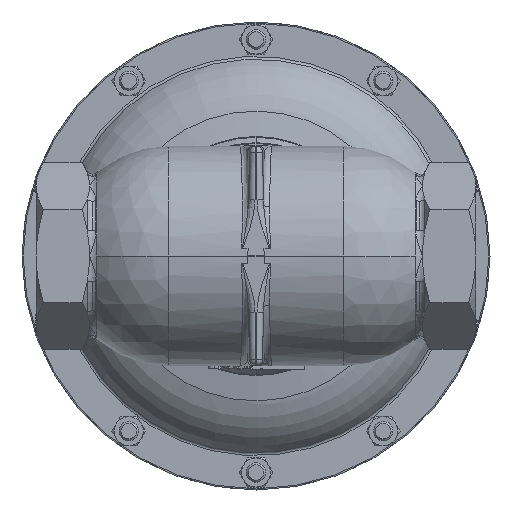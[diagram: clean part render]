
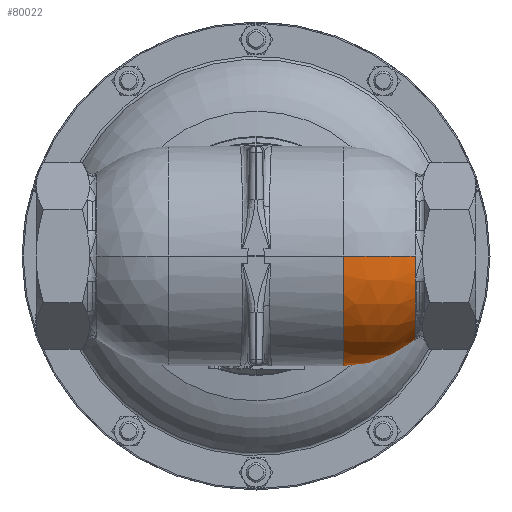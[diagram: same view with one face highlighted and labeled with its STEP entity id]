
A CAD part, front view. The second image highlights one B-rep face of the part: STEP entity #80022.
In plain terms, the highlighted spherical face has radius 53.975 mm.
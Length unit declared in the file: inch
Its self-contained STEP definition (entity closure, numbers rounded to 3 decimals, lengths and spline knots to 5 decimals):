
#137 = CARTESIAN_POINT ( 'NONE',  ( 3.07778, 1.60603, 0. ) ) ;
#883 = CARTESIAN_POINT ( 'NONE',  ( 1.68628, 0., 0. ) ) ;
#3813 = ORIENTED_EDGE ( 'NONE', *, *, #39958, .F. ) ;
#4400 = CARTESIAN_POINT ( 'NONE',  ( 1.68628, 0., 0. ) ) ;
#6304 = ORIENTED_EDGE ( 'NONE', *, *, #57602, .F. ) ;
#6713 = CARTESIAN_POINT ( 'NONE',  ( 2.19211, 2.03655, -0.33674 ) ) ;
#8375 = DIRECTION ( 'NONE',  ( 0., -1., 0. ) ) ;
#11788 = EDGE_CURVE ( 'NONE', #22290, #62386, #26769, .T. ) ;
#12268 = CARTESIAN_POINT ( 'NONE',  ( 2.21546, 2.05474, -0.13507 ) ) ;
#15158 = VERTEX_POINT ( 'NONE', #96129 ) ;
#17218 = ORIENTED_EDGE ( 'NONE', *, *, #11788, .T. ) ;
#18207 = CARTESIAN_POINT ( 'NONE',  ( 3.07778, 0., -1.60603 ) ) ;
#19581 = DIRECTION ( 'NONE',  ( -1., 0., 0. ) ) ;
#19586 = CIRCLE ( 'NONE', #72591, 2.125 ) ;
#20952 = CARTESIAN_POINT ( 'NONE',  ( 1.68628, -2.125, 0. ) ) ;
#21600 = CARTESIAN_POINT ( 'NONE',  ( 3.07778, -1.60603, 0. ) ) ;
#22290 = VERTEX_POINT ( 'NONE', #137 ) ;
#22511 = DIRECTION ( 'NONE',  ( -1., 0., 0. ) ) ;
#24452 = CARTESIAN_POINT ( 'NONE',  ( 3.07778, 0., 0. ) ) ;
#26769 = CIRCLE ( 'NONE', #34799, 1.60603 ) ;
#27829 = CARTESIAN_POINT ( 'NONE',  ( 2.20178, 2.0441, -0.26961 ) ) ;
#28776 = CARTESIAN_POINT ( 'NONE',  ( 2.0182, 1.89571, -0.90162 ) ) ;
#29258 = CARTESIAN_POINT ( 'NONE',  ( 2.0043, 1.88401, -0.93068 ) ) ;
#29747 = CARTESIAN_POINT ( 'NONE',  ( 2.05722, 1.9282, -0.81315 ) ) ;
#30084 = ORIENTED_EDGE ( 'NONE', *, *, #58541, .T. ) ;
#34799 = AXIS2_PLACEMENT_3D ( 'NONE', #88525, #19581, #50228 ) ;
#34954 = VERTEX_POINT ( 'NONE', #85880 ) ;
#35082 = CIRCLE ( 'NONE', #68883, 2.125 ) ;
#35342 = CARTESIAN_POINT ( 'NONE',  ( 2.11689, 1.97724, -0.6626 ) ) ;
#37985 = FACE_OUTER_BOUND ( 'NONE', #50937, .T. ) ;
#39958 = EDGE_CURVE ( 'NONE', #22290, #15158, #19586, .T. ) ;
#40496 = DIRECTION ( 'NONE',  ( 0., 0., 1. ) ) ;
#46808 = VERTEX_POINT ( 'NONE', #20952 ) ;
#48575 = AXIS2_PLACEMENT_3D ( 'NONE', #69256, #68758, #8375 ) ;
#50228 = DIRECTION ( 'NONE',  ( 0., 0., 1. ) ) ;
#50937 = EDGE_LOOP ( 'NONE', ( #3813, #17218, #54715, #30084, #6304, #83455 ) ) ;
#51421 = CARTESIAN_POINT ( 'NONE',  ( 1.68628, 1.5926, -1.40686 ) ) ;
#52389 = CARTESIAN_POINT ( 'NONE',  ( 2.15434, 2.0069, -0.53626 ) ) ;
#54715 = ORIENTED_EDGE ( 'NONE', *, *, #97346, .T. ) ;
#57602 = EDGE_CURVE ( 'NONE', #34954, #46808, #35082, .T. ) ;
#58002 = DIRECTION ( 'NONE',  ( 0., -1., 0. ) ) ;
#58541 = EDGE_CURVE ( 'NONE', #81606, #46808, #83498, .T. ) ;
#59978 = CARTESIAN_POINT ( 'NONE',  ( 2.21868, 2.05722, -0.06762 ) ) ;
#62386 = VERTEX_POINT ( 'NONE', #18207 ) ;
#65507 = B_SPLINE_CURVE_WITH_KNOTS ( 'NONE', 3,
 ( #51421, #68065, #98282, #96813, #81668, #29258, #28776, #74108, #29747, #35342, #52389, #82166, #6713, #27829, #89209, #12268, #59978, #83133 ),
 .UNSPECIFIED., .F., .F.,
 ( 4, 2, 2, 2, 2, 2, 2, 2, 4 ),
 ( 0., 0.01031, 0.01546, 0.01804, 0.02061, 0.03092, 0.0335, 0.03607, 0.04123 ),
 .UNSPECIFIED. ) ;
#68065 = CARTESIAN_POINT ( 'NONE',  ( 1.76191, 1.66823, -1.32125 ) ) ;
#68758 = DIRECTION ( 'NONE',  ( 0., 0., 1. ) ) ;
#68883 = AXIS2_PLACEMENT_3D ( 'NONE', #4400, #82824, #96497 ) ;
#69256 = CARTESIAN_POINT ( 'NONE',  ( 1.68628, 0., 0. ) ) ;
#72591 = AXIS2_PLACEMENT_3D ( 'NONE', #74613, #82663, #58002 ) ;
#74108 = CARTESIAN_POINT ( 'NONE',  ( 2.04463, 1.91779, -0.84289 ) ) ;
#74613 = CARTESIAN_POINT ( 'NONE',  ( 1.68628, 0., 0. ) ) ;
#77715 = CIRCLE ( 'NONE', #84180, 1.60603 ) ;
#80022 = ADVANCED_FACE ( 'NONE', ( #37985 ), #92365, .T. ) ;
#81606 = VERTEX_POINT ( 'NONE', #21600 ) ;
#81668 = CARTESIAN_POINT ( 'NONE',  ( 1.96104, 1.8472, -1.01621 ) ) ;
#81873 = AXIS2_PLACEMENT_3D ( 'NONE', #883, #84900, #22511 ) ;
#82166 = CARTESIAN_POINT ( 'NONE',  ( 2.18643, 2.03211, -0.37037 ) ) ;
#82663 = DIRECTION ( 'NONE',  ( 0., 0., 1. ) ) ;
#82824 = DIRECTION ( 'NONE',  ( -1., 0., 0. ) ) ;
#83133 = CARTESIAN_POINT ( 'NONE',  ( 2.21868, 2.05722, 0. ) ) ;
#83455 = ORIENTED_EDGE ( 'NONE', *, *, #97902, .T. ) ;
#83498 = CIRCLE ( 'NONE', #81873, 2.125 ) ;
#84180 = AXIS2_PLACEMENT_3D ( 'NONE', #24452, #92902, #40496 ) ;
#84900 = DIRECTION ( 'NONE',  ( 0., 0., -1. ) ) ;
#85880 = CARTESIAN_POINT ( 'NONE',  ( 1.68628, 1.5926, -1.40686 ) ) ;
#88525 = CARTESIAN_POINT ( 'NONE',  ( 3.07778, 0., 0. ) ) ;
#89209 = CARTESIAN_POINT ( 'NONE',  ( 2.20581, 2.04723, -0.23601 ) ) ;
#92365 = SPHERICAL_SURFACE ( 'NONE', #48575, 2.125 ) ;
#92902 = DIRECTION ( 'NONE',  ( -1., 0., 0. ) ) ;
#96129 = CARTESIAN_POINT ( 'NONE',  ( 2.21868, 2.05722, 0. ) ) ;
#96497 = DIRECTION ( 'NONE',  ( 0., -1., 0. ) ) ;
#96813 = CARTESIAN_POINT ( 'NONE',  ( 1.93028, 1.82055, -1.07064 ) ) ;
#97346 = EDGE_CURVE ( 'NONE', #62386, #81606, #77715, .T. ) ;
#97902 = EDGE_CURVE ( 'NONE', #34954, #15158, #65507, .T. ) ;
#98282 = CARTESIAN_POINT ( 'NONE',  ( 1.83315, 1.73421, -1.22674 ) ) ;
